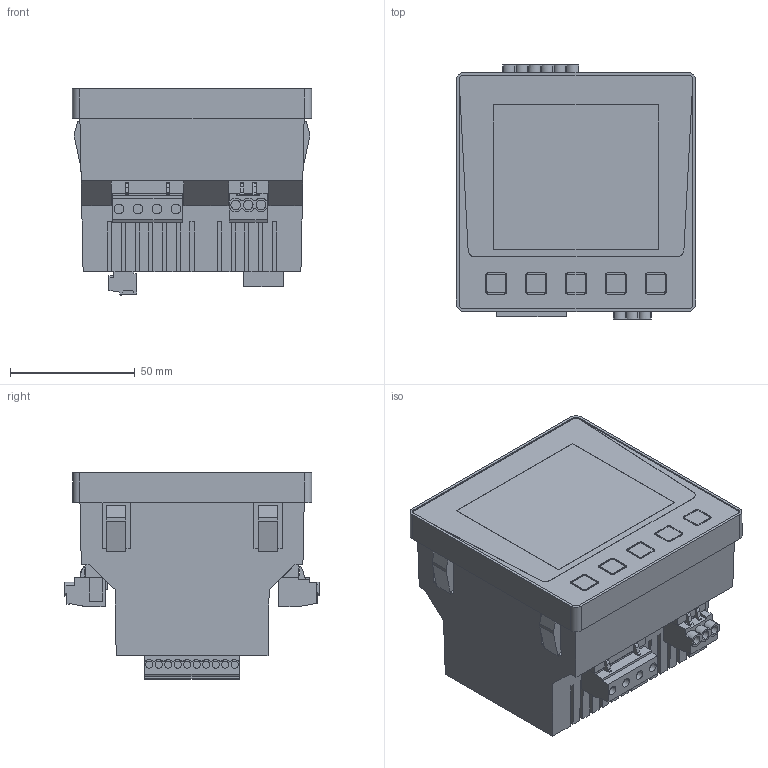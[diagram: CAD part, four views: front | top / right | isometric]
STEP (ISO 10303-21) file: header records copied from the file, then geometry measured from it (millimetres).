
FILE_DESCRIPTION(('CATIA V5 STEP Exchange','CAx-IF Rec.Pracs.--- Model Styling and Organization---1.4--- 2014-01-23'),'2;1');
FILE_NAME ('1175391-2_1', '2023-06-19T08:35:49+00:00', ('none'), ('Weidmueller'), 'CATIA Version 5-6 Release 2016 SP3 HF44', 'CATIA V5 STEP AP214', 'none');
FILE_SCHEMA(('AUTOMOTIVE_DESIGN { 1 0 10303 214 1 1 1 1 }'));
Products named in the file (1): S3D_EM220_RTU_4DI2DO_GW
Bounding box: 96 x 101.98 x 82.9 mm (x, y, z)
Volume: 524154.5 mm3; surface area: 82767.2 mm2
Topology: 43 solids, 43 shells, 1935 faces, 5387 edges, 3656 vertices
Faces by surface type: plane 1515, cylinder 294, extrusion 70, cone 56
Entity records: 61290 total; most frequent: CARTESIAN_POINT 12583, ORIENTED_EDGE 10774, DIRECTION 7583, EDGE_CURVE 5387, VECTOR 4321, LINE 4251, VERTEX_POINT 3656, EDGE_LOOP 2065
